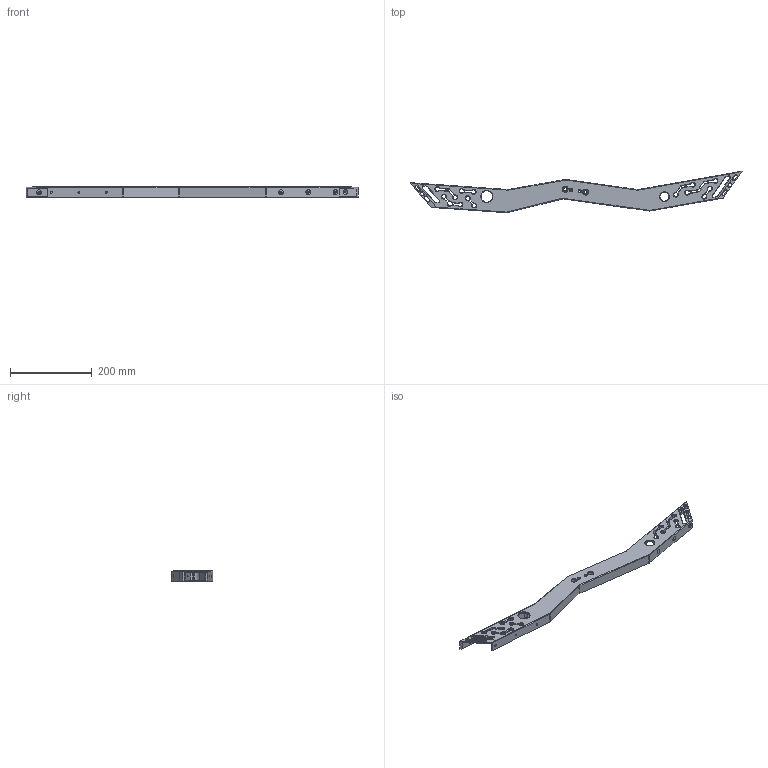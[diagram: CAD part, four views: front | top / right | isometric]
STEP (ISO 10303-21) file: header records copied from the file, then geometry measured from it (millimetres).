
FILE_DESCRIPTION(/* description */ (''),/* implementation_level */ '2;1');
FILE_NAME(/* name */ 'Odyssey Rail (L) (Skeletonised).step',/* time_stamp */ '2024-08-25T02:48:51+01:00',/* author */ (''),/* organization */ (''),/* preprocessor_version */ 'ST-DEVELOPER v20',/* originating_system */ 'Autodesk Translation Framework v13.14.0.145',/* authorisation */ '');
FILE_SCHEMA (('AUTOMOTIVE_DESIGN { 1 0 10303 214 3 1 1 }'));
Length unit declared in the file: millimetre
Products named in the file (1): Odyssey Rail (L) (1)
Bounding box: 813.93 x 101.51 x 25 mm (x, y, z)
Volume: 353274.3 mm3; surface area: 147152.5 mm2
Topology: 1 solids, 1 shells, 373 faces, 934 edges, 565 vertices
Faces by surface type: plane 150, cylinder 118, cone 93, bspline 12
Full cylindrical faces by diameter (mm): 4.2 x5, 5.5 x8, 6 x2, 8.25 x2, 12.7 x2, 22 x1, 28 x1
Entity records: 11575 total; most frequent: CARTESIAN_POINT 2381, DIRECTION 1949, ORIENTED_EDGE 1868, EDGE_CURVE 934, AXIS2_PLACEMENT_3D 679, LINE 591, VECTOR 591, VERTEX_POINT 565
